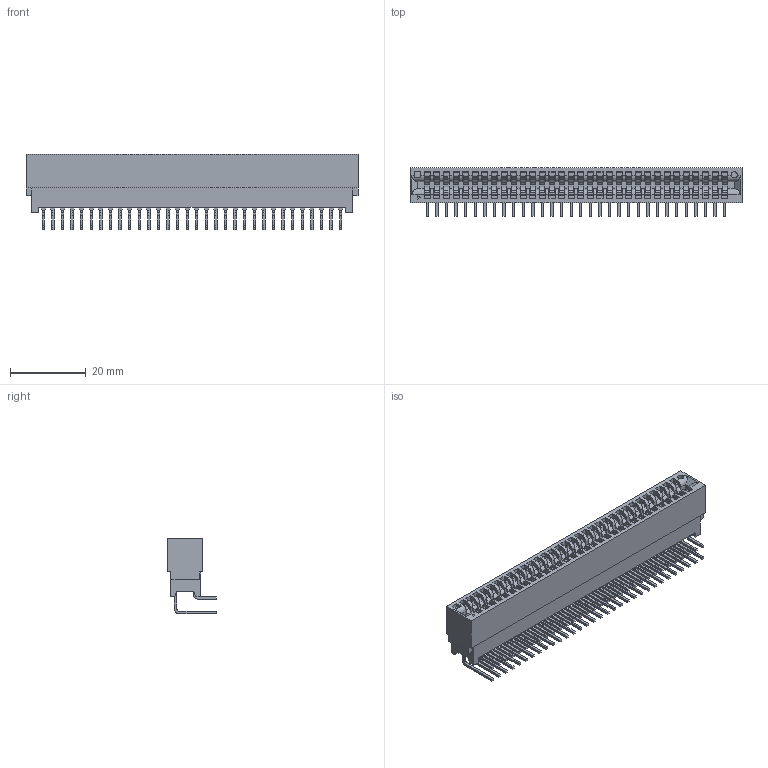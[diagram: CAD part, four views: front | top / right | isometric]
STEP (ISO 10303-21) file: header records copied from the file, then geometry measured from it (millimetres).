
FILE_DESCRIPTION((''),'2;1');
FILE_NAME('C-1761468-1','2009-12-14T',('workeradm'),(''),'PRO/ENGINEER BY PARAMETRIC TECHNOLOGY CORPORATION, 2008380','PRO/ENGINEER BY PARAMETRIC TECHNOLOGY CORPORATION, 2008380','');
FILE_SCHEMA(('AUTOMOTIVE_DESIGN { 1 0 10303 214 1 1 1 1 }'));
Length unit declared in the file: millimetre
Products named in the file (1): C-1761468-1
Bounding box: 87.88 x 12.9 x 19.93 mm (x, y, z)
Volume: 8154.2 mm3; surface area: 12073.8 mm2
Topology: 1 solids, 1 shells, 2235 faces, 6305 edges, 4202 vertices
Faces by surface type: plane 1583, cylinder 652
Entity records: 72068 total; most frequent: CARTESIAN_POINT 12803, ORIENTED_EDGE 12610, DIRECTION 12065, EDGE_CURVE 6305, VECTOR 4997, LINE 4997, VERTEX_POINT 4202, AXIS2_PLACEMENT_3D 3534
